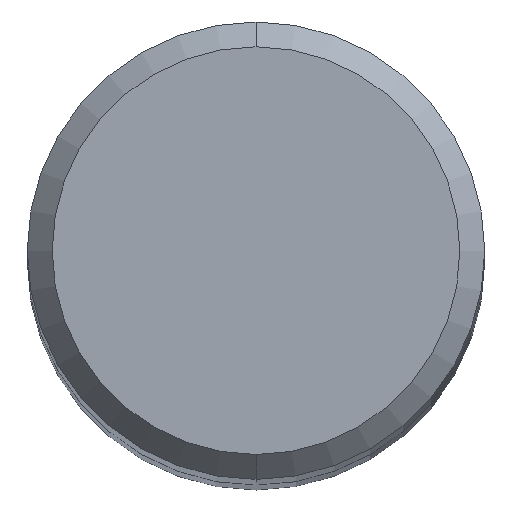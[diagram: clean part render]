
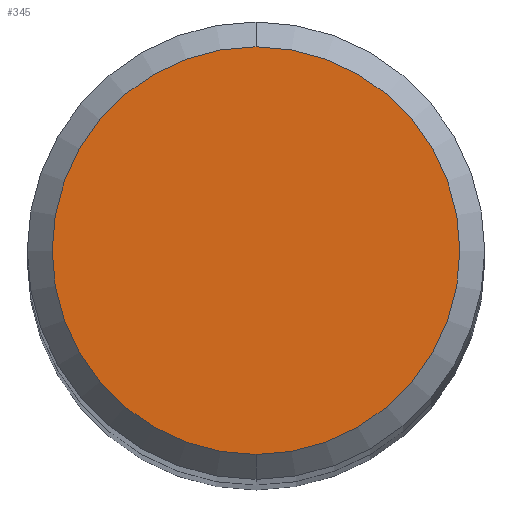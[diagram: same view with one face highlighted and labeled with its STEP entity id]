
A CAD part, top view. The second image highlights one B-rep face of the part: STEP entity #345.
In plain terms, the highlighted planar face has unit normal (0, 0, 1).
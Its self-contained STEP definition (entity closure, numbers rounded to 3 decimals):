
#171=VERTEX_POINT('',#446);
#193=EDGE_CURVE('',#171,#267,#470,.T.);
#267=VERTEX_POINT('',#550);
#271=EDGE_CURVE('',#267,#171,#555,.T.);
#345=ADVANCED_FACE('',(#639),#640,.T.);
#446=CARTESIAN_POINT('',(0.0,4.1,0.0));
#470=CIRCLE('',#787,4.1);
#550=CARTESIAN_POINT('',(0.,-4.1,0.0));
#555=CIRCLE('',#907,4.1);
#639=FACE_OUTER_BOUND('',#1069,.T.);
#640=PLANE('',#1070);
#787=AXIS2_PLACEMENT_3D('',#1373,#1374,#1375);
#907=AXIS2_PLACEMENT_3D('',#1464,#1465,#1466);
#1069=EDGE_LOOP('',(#1583,#1584));
#1070=AXIS2_PLACEMENT_3D('',#1585,#1586,#1587);
#1373=CARTESIAN_POINT('',(0.0,0.0,0.0));
#1374=DIRECTION('',(0.0,0.0,-1.0));
#1375=DIRECTION('',(0.0,1.0,0.0));
#1464=CARTESIAN_POINT('',(0.0,0.0,0.0));
#1465=DIRECTION('',(0.0,0.0,-1.0));
#1466=DIRECTION('',(0.0,1.0,0.0));
#1583=ORIENTED_EDGE('',*,*,#193,.F.);
#1584=ORIENTED_EDGE('',*,*,#271,.F.);
#1585=CARTESIAN_POINT('',(0.0,2.05,0.0));
#1586=DIRECTION('',(-0.0,0.0,1.0));
#1587=DIRECTION('',(0.0,-1.0,0.0));
